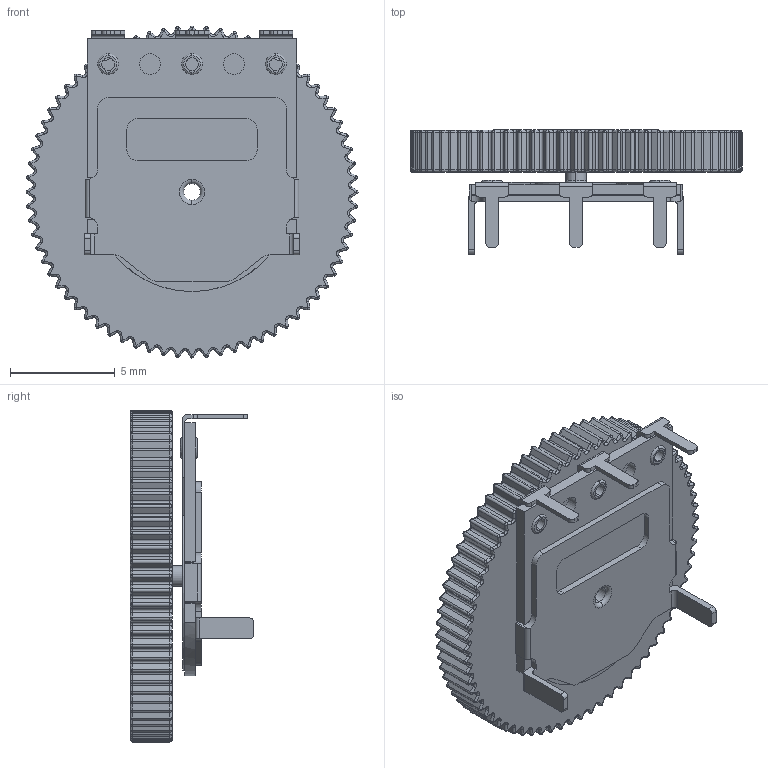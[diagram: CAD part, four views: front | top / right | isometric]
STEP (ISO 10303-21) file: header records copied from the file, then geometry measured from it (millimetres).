
FILE_DESCRIPTION (( 'STEP AP214' ), '1' );
FILE_NAME ('User Library-dial_gear_potentiometer.STEP', '2025-03-10T08:39:36', ( '' ), ( '' ), 'SwSTEP 2.0', 'SolidWorks 2022', '' );
FILE_SCHEMA (( 'AUTOMOTIVE_DESIGN' ));
Length unit declared in the file: millimetre
Products named in the file (3): gear_默认; User Library-dial_gear_potentiometer; base_默认
Assembly tree (2 placements, depth 2):
  User Library-dial_gear_potentiometer
    base_默认
    gear_默认
Bounding box: 15.83 x 5.9 x 15.83 mm (x, y, z)
Volume: 360.8 mm3; surface area: 887.6 mm2
Topology: 5 solids, 5 shells, 1220 faces, 2911 edges, 1619 vertices
Faces by surface type: cylinder 563, plane 253, torus 208, sphere 194, bspline 2
Entity records: 36094 total; most frequent: DIRECTION 6674, CARTESIAN_POINT 5579, ORIENTED_EDGE 5510, EDGE_CURVE 2755, AXIS2_PLACEMENT_3D 2708, VERTEX_POINT 1549, CIRCLE 1485, VECTOR 1258
